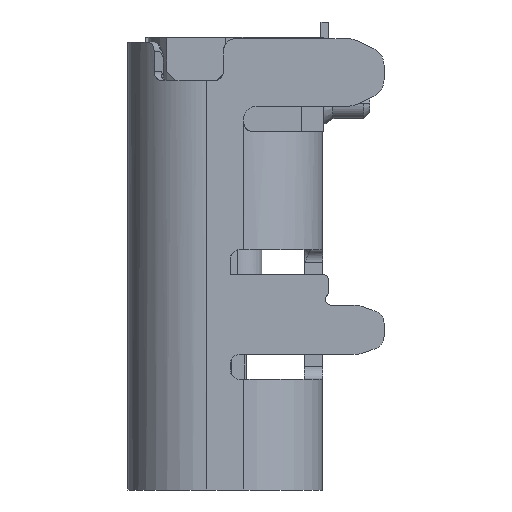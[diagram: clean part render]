
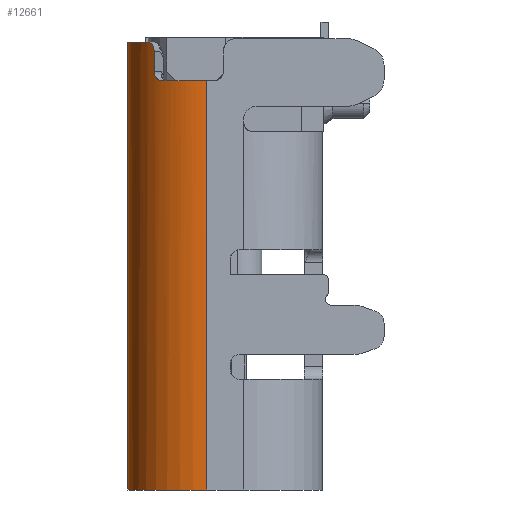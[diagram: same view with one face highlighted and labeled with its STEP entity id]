
A CAD part, left-side view. The second image highlights one B-rep face of the part: STEP entity #12661.
In plain terms, the highlighted cylindrical face has radius 1.28 mm (diameter 2.56 mm), a partial arc.
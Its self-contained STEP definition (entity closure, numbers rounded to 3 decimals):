
#610=CARTESIAN_POINT('',(-4.237,1.031,-4.258));
#611=CARTESIAN_POINT('',(-4.228,1.044,-4.258));
#612=CARTESIAN_POINT('',(-4.21,1.069,-4.253));
#613=CARTESIAN_POINT('',(-4.183,1.103,-4.231));
#614=CARTESIAN_POINT('',(-4.161,1.13,-4.197));
#615=CARTESIAN_POINT('',(-4.146,1.147,-4.154));
#616=CARTESIAN_POINT('',(-4.143,1.15,-4.123));
#617=CARTESIAN_POINT('',(-4.143,1.15,-4.108));
#630=DIRECTION('',(0.,0.,-1.));
#631=VECTOR('',#630,6.65);
#632=CARTESIAN_POINT('',(-4.47,0.295,
-4.258));
#633=LINE('',#632,#631);
#634=DIRECTION('',(0.,0.,1.));
#635=VECTOR('',#634,7.275);
#636=CARTESIAN_POINT('',(-3.19,1.575,-10.908));
#637=LINE('',#636,#635);
#638=CARTESIAN_POINT('',(-4.031,1.26,-3.633));
#639=CARTESIAN_POINT('',(-4.045,1.248,-3.633));
#640=CARTESIAN_POINT('',(-4.07,1.225,-3.639));
#641=CARTESIAN_POINT('',(-4.1,1.195,-3.66));
#642=CARTESIAN_POINT('',(-4.125,1.17,-3.694));
#643=CARTESIAN_POINT('',(-4.139,1.154,-3.737));
#644=CARTESIAN_POINT('',(-4.143,1.15,-3.767));
#645=CARTESIAN_POINT('',(-4.143,1.15,-3.783));
#647=DIRECTION('',(0.,0.,-1.));
#648=VECTOR('',#647,0.325);
#649=CARTESIAN_POINT('',(-4.143,1.15,-3.783));
#650=LINE('',#649,#648);
#651=CARTESIAN_POINT('',(-3.19,0.295,-4.258));
#652=DIRECTION('',(0.,0.,-1.));
#653=DIRECTION('',(-0.98,0.197,0.));
#654=AXIS2_PLACEMENT_3D('',#651,#652,#653);
#673=CARTESIAN_POINT('',(-3.19,0.295,-4.258));
#674=DIRECTION('',(0.,0.,-1.));
#675=DIRECTION('',(-0.921,0.391,0.));
#676=AXIS2_PLACEMENT_3D('',#673,#674,#675);
#2758=CARTESIAN_POINT('',(-3.19,0.295,-10.908));
#2759=DIRECTION('',(0.,0.,1.));
#2760=DIRECTION('',(0.,1.,0.));
#2761=AXIS2_PLACEMENT_3D('',#2758,#2759,#2760);
#3127=CARTESIAN_POINT('',(-3.19,0.295,-3.633));
#3128=DIRECTION('',(0.,0.,-1.));
#3129=DIRECTION('',(-0.657,0.754,0.));
#3130=AXIS2_PLACEMENT_3D('',#3127,#3128,#3129);
#9285=CARTESIAN_POINT('',(-3.19,0.295,-4.258));
#9286=DIRECTION('',(0.,0.,-1.));
#9287=DIRECTION('',(-1.,0.,0.));
#9288=AXIS2_PLACEMENT_3D('',#9285,#9286,#9287);
#9404=CARTESIAN_POINT('',(-4.445,0.547,
-4.258));
#9405=VERTEX_POINT('',#9404);
#9450=CARTESIAN_POINT('',(-4.47,0.295,-10.908));
#9451=VERTEX_POINT('',#9450);
#9452=CARTESIAN_POINT('',(-4.47,0.295,
-4.258));
#9453=VERTEX_POINT('',#9452);
#9511=CARTESIAN_POINT('',(-4.143,1.15,
-4.108));
#9512=VERTEX_POINT('',#9511);
#9513=CARTESIAN_POINT('',(-4.143,1.15,
-3.783));
#9514=VERTEX_POINT('',#9513);
#9517=VERTEX_POINT('',#610);
#9519=CARTESIAN_POINT('',(-4.368,0.795,
-4.258));
#9520=VERTEX_POINT('',#9519);
#9521=CARTESIAN_POINT('',(-3.19,1.575,
-10.908));
#9522=VERTEX_POINT('',#9521);
#9523=CARTESIAN_POINT('',(-3.19,1.575,
-3.633));
#9524=VERTEX_POINT('',#9523);
#9525=CARTESIAN_POINT('',(-4.031,1.26,
-3.633));
#9526=VERTEX_POINT('',#9525);
#12637=CARTESIAN_POINT('',(-3.19,0.295,-3.487));
#12638=DIRECTION('',(0.,0.,-1.));
#12639=DIRECTION('',(-0.999,-0.051,0.));
#12640=AXIS2_PLACEMENT_3D('',#12637,#12638,#12639);
#12641=CYLINDRICAL_SURFACE('',#12640,1.28);
#12643=ORIENTED_EDGE('',*,*,#12642,.F.);
#12645=ORIENTED_EDGE('',*,*,#12644,.F.);
#12646=ORIENTED_EDGE('',*,*,#12230,.T.);
#12648=ORIENTED_EDGE('',*,*,#12647,.F.);
#12650=ORIENTED_EDGE('',*,*,#12649,.T.);
#12652=ORIENTED_EDGE('',*,*,#12651,.F.);
#12654=ORIENTED_EDGE('',*,*,#12653,.T.);
#12655=ORIENTED_EDGE('',*,*,#12611,.T.);
#12656=ORIENTED_EDGE('',*,*,#12626,.F.);
#12658=ORIENTED_EDGE('',*,*,#12657,.F.);
#12659=EDGE_LOOP('',(#12643,#12645,#12646,#12648,#12650,#12652,#12654,#12655,
#12656,#12658));
#12660=FACE_OUTER_BOUND('',#12659,.F.);
#618=B_SPLINE_CURVE_WITH_KNOTS('',3,(#610,#611,#612,#613,#614,#615,#616,#617),
.UNSPECIFIED.,.F.,.F.,(4,1,1,1,1,4),(0.,0.2,0.4,0.6,0.8,1.),
.UNSPECIFIED.);
#646=B_SPLINE_CURVE_WITH_KNOTS('',3,(#638,#639,#640,#641,#642,#643,#644,#645),
.UNSPECIFIED.,.F.,.F.,(4,1,1,1,1,4),(0.,0.2,0.4,0.6,0.8,1.),
.UNSPECIFIED.);
#655=CIRCLE('',#654,1.28);
#677=CIRCLE('',#676,1.28);
#2762=CIRCLE('',#2761,1.28);
#3131=CIRCLE('',#3130,1.28);
#9289=CIRCLE('',#9288,1.28);
#12230=EDGE_CURVE('',#9453,#9451,#633,.T.);
#12611=EDGE_CURVE('',#9514,#9512,#650,.T.);
#12626=EDGE_CURVE('',#9517,#9512,#618,.T.);
#12642=EDGE_CURVE('',#9405,#9520,#655,.T.);
#12644=EDGE_CURVE('',#9453,#9405,#9289,.T.);
#12647=EDGE_CURVE('',#9522,#9451,#2762,.T.);
#12649=EDGE_CURVE('',#9522,#9524,#637,.T.);
#12651=EDGE_CURVE('',#9526,#9524,#3131,.T.);
#12653=EDGE_CURVE('',#9526,#9514,#646,.T.);
#12657=EDGE_CURVE('',#9520,#9517,#677,.T.);
#12661=ADVANCED_FACE('',(#12660),#12641,.T.);
